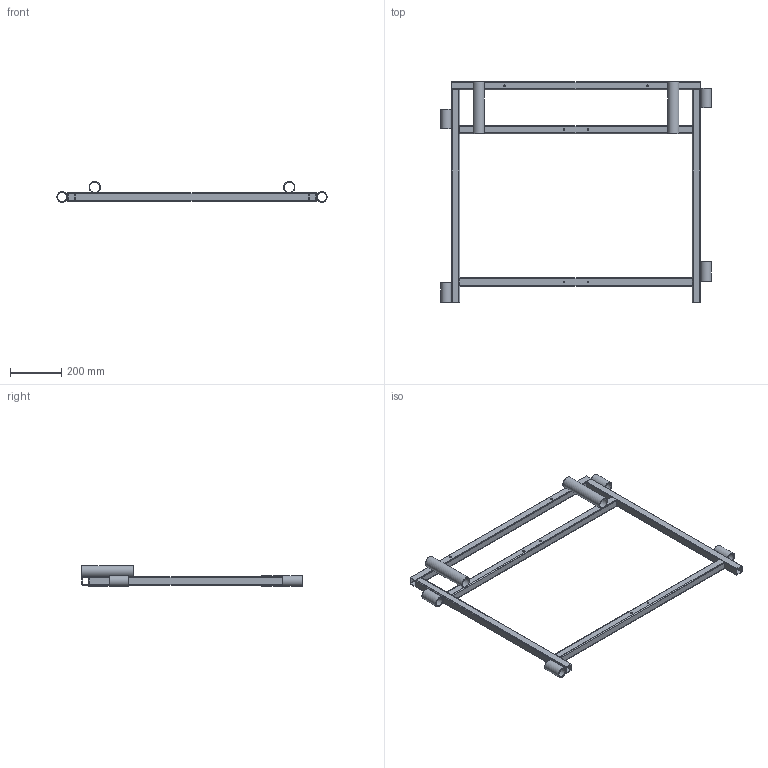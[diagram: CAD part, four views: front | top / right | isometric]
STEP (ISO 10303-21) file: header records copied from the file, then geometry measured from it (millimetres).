
FILE_DESCRIPTION(/* description */ (''),/* implementation_level */ '2;1');
FILE_NAME(/* name */ 'GE-17027_ASM_31_ASM.stp',/* time_stamp */ '2017-01-08T12:11:09-05:00',/* author */ ('jeff1'),/* organization */ (''),/* preprocessor_version */ 'ST-DEVELOPER v16.5',/* originating_system */ 'Autodesk Inventor 2017',/* authorisation */ '');
FILE_SCHEMA (('AUTOMOTIVE_DESIGN { 1 0 10303 214 3 1 1 }'));
Length unit declared in the file: inch
Products named in the file (6): GE-17027_ASM_31_ASM; GE-17027-02_13; GE-17027-01_11; GE-17027-03_12; GE-17027-04_6; GE-17027-05_5
Assembly tree (11 placements, depth 2):
  GE-17027_ASM_31_ASM
    GE-17027-01_11  x2
    GE-17027-02_13
    GE-17027-03_12  x2
    GE-17027-04_6  x4
    GE-17027-05_5  x2
Bounding box: 1059.05 x 863.6 x 81.41 mm (x, y, z)
Volume: 1830193.8 mm3; surface area: 1178819.7 mm2
Topology: 11 solids, 11 shells, 118 faces, 288 edges, 192 vertices
Faces by surface type: plane 62, cylinder 56
Full cylindrical faces by diameter (mm): 6.731 x12, 35.052 x4, 39.624 x2, 42.164 x4, 44.45 x2
Entity records: 2236 total; most frequent: DIRECTION 386, CARTESIAN_POINT 351, ORIENTED_EDGE 312, EDGE_CURVE 156, AXIS2_PLACEMENT_3D 147, VERTEX_POINT 112, EDGE_LOOP 104, LINE 92
